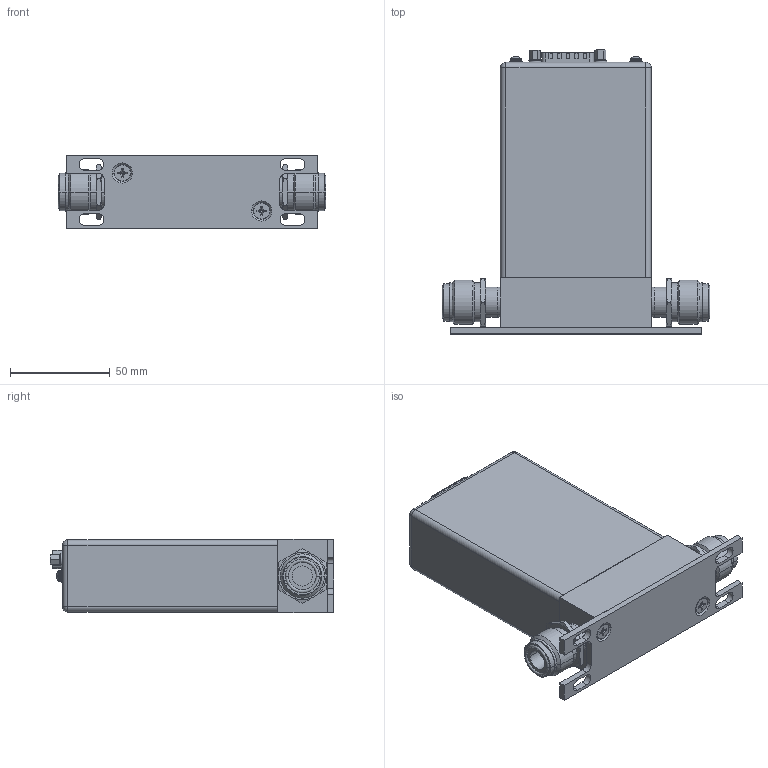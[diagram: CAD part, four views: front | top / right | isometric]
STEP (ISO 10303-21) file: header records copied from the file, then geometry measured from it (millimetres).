
FILE_DESCRIPTION((''),'2;1');
FILE_NAME('4-20_8VCR_ASM','2013-10-30T',('cockrofm'),('MKS Instruments, Inc.'),'PRO/ENGINEER BY PARAMETRIC TECHNOLOGY CORPORATION, 2009060','PRO/ENGINEER BY PARAMETRIC TECHNOLOGY CORPORATION, 2009060','');
FILE_SCHEMA(('AUTOMOTIVE_DESIGN { 1 2 10303 214 0 1 1 1 }'));
Length unit declared in the file: inch
Products named in the file (13): 118253_DUMMY_OUTLINE; 1053145_MOUNTING-PLATE; 160-3973; 1051991_FITTING_8VCR; 8VCR_ASM; 1041560_BRACKET; 1046482_ENCLOSURE_4-20MA; 1007235_CONN_RJ45; 185-3740; 1016309-003; 1011702-002_4-40_PAN-HD-SEMS; 171-015-113; 4-20_8VCR_ASM
Assembly tree (17 placements, depth 3):
  4-20_8VCR_ASM
    8VCR_ASM
      118253_DUMMY_OUTLINE
      1053145_MOUNTING-PLATE
      160-3973  x2
      1051991_FITTING_8VCR  x2
    1041560_BRACKET
    1046482_ENCLOSURE_4-20MA
    1007235_CONN_RJ45
    185-3740  x2
    1016309-003  x2
    1011702-002_4-40_PAN-HD-SEMS  x2
    171-015-113
Bounding box: 134.11 x 142.34 x 36.83 mm (x, y, z)
Volume: 123611 mm3; surface area: 90703.8 mm2
Topology: 16 solids, 22 shells, 1077 faces, 2530 edges, 1561 vertices
Faces by surface type: plane 420, cylinder 349, bspline 125, cone 72, torus 61, extrusion 32, sphere 18
Entity records: 34231 total; most frequent: CARTESIAN_POINT 7387, DIRECTION 4291, ORIENTED_EDGE 4040, EDGE_CURVE 2032, PRESENTATION_STYLE_ASSIGNMENT 1766, STYLED_ITEM 1656, CURVE_STYLE 1648, AXIS2_PLACEMENT_3D 1618
